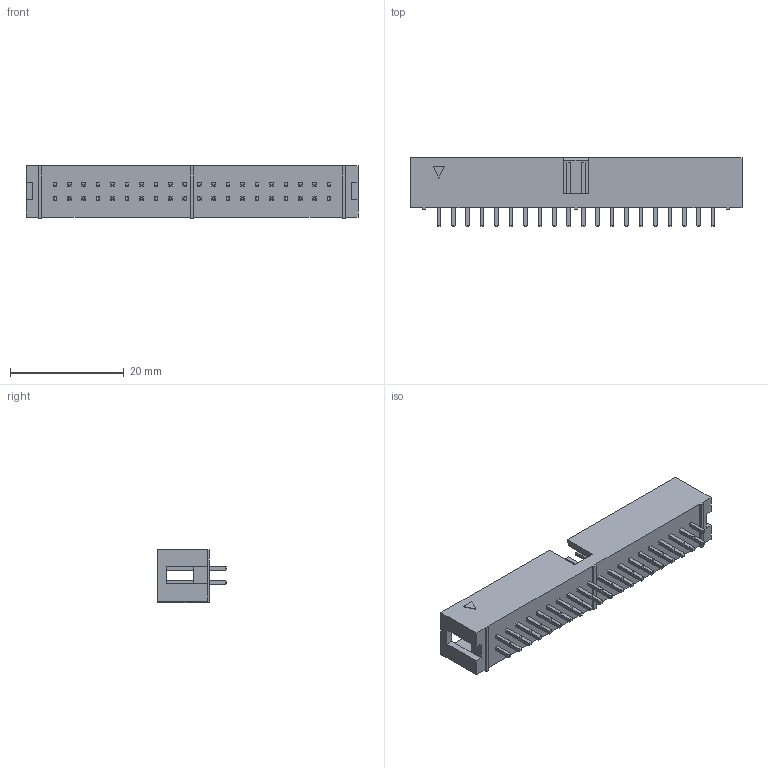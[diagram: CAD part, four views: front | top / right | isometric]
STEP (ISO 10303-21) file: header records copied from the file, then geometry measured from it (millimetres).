
FILE_DESCRIPTION (( 'STEP AP214' ), '1' );
FILE_NAME ('BH-40.step', '2021-01-16T12:43:14', ( '' ), ( '' ), 'SwSTEP 2.0', 'SolidWorks 2020', '' );
FILE_SCHEMA (( 'AUTOMOTIVE_DESIGN' ));
Length unit declared in the file: millimetre
Products named in the file (1): BH-40
Bounding box: 58.4 x 12.1 x 9.4 mm (x, y, z)
Volume: 2348.2 mm3; surface area: 4362.1 mm2
Topology: 41 solids, 41 shells, 769 faces, 1742 edges, 1052 vertices
Faces by surface type: plane 769
Entity records: 27334 total; most frequent: CARTESIAN_POINT 3564, ORIENTED_EDGE 3484, DIRECTION 3282, LINE 1742, EDGE_CURVE 1742, VECTOR 1742, VERTEX_POINT 1052, EDGE_LOOP 850
